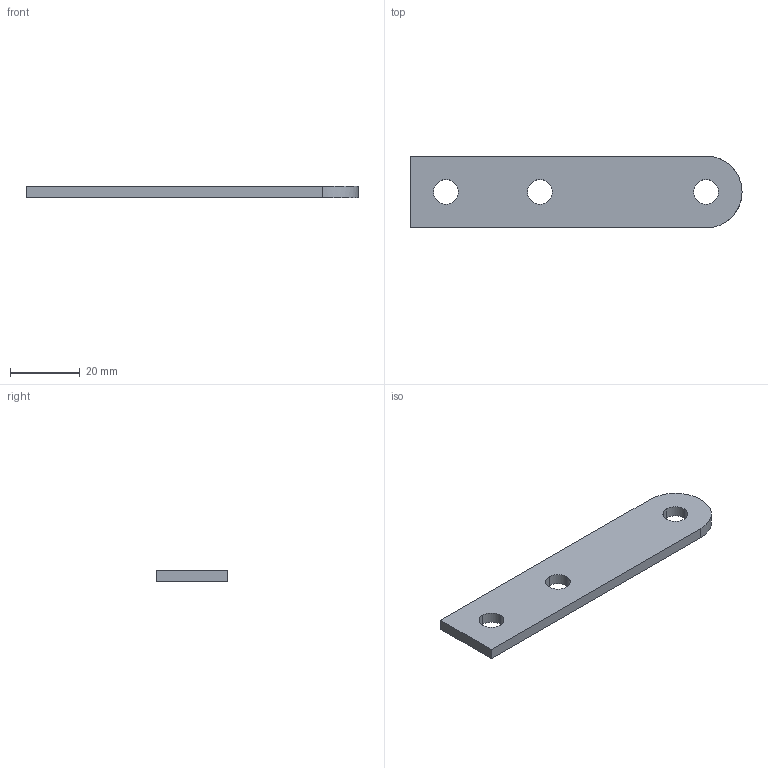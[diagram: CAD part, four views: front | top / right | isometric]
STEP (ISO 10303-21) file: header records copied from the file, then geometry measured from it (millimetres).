
FILE_DESCRIPTION(('TurboCAD Mac Pro'),'Build 980');
FILE_NAME('P7324.stp',' ',(''),(''),'ACIS Interop','IMSI','TurboCAD Mac Pro BY IMSI, INCORPORATED');
FILE_SCHEMA(('automotive_design'));
Length unit declared in the file: inch
Products named in the file (2): 1; 2
Bounding box: 95.26 x 20.62 x 3.17 mm (x, y, z)
Volume: 5711.5 mm3; surface area: 4519.2 mm2
Topology: 1 solids, 1 shells, 19 faces, 51 edges, 34 vertices
Faces by surface type: bspline 14, plane 5
Entity records: 1093 total; most frequent: CARTESIAN_POINT 347, ORIENTED_EDGE 102, EDGE_CURVE 51, B_SPLINE_CURVE_WITH_KNOTS 42, DIRECTION 40, STYLED_ITEM 37, PRESENTATION_STYLE_ASSIGNMENT 37, COLOUR_RGB 37
